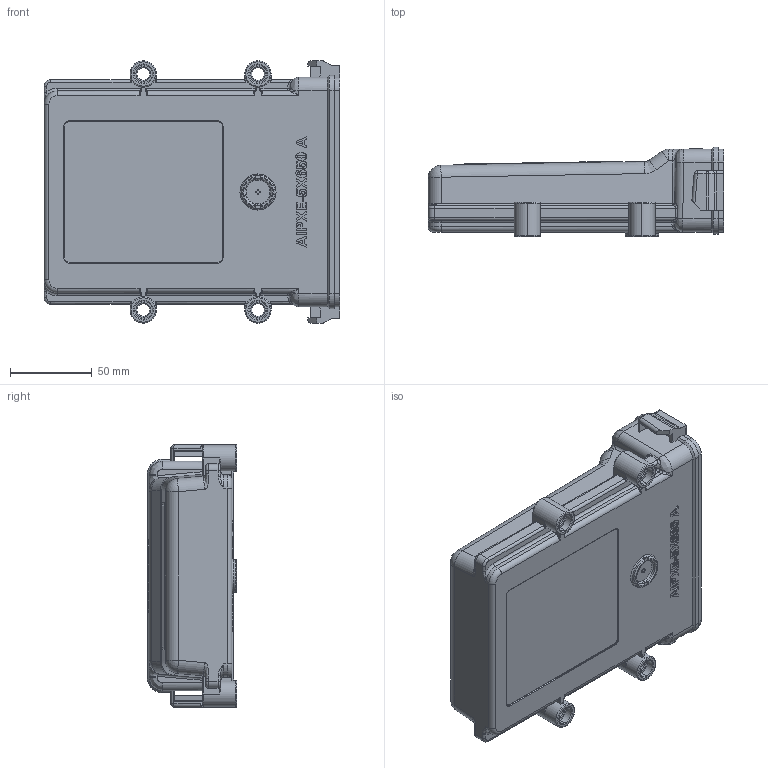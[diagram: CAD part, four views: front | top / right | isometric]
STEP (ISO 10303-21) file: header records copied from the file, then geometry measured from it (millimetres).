
FILE_DESCRIPTION((''),'2;1');
FILE_NAME('PL000744X_A','2019-12-13T',('Zenin.Deng'),(''),'PRO/ENGINEER BY PARAMETRIC TECHNOLOGY CORPORATION, 2016360','PRO/ENGINEER BY PARAMETRIC TECHNOLOGY CORPORATION, 2016360','');
FILE_SCHEMA(('CONFIG_CONTROL_DESIGN'));
Length unit declared in the file: millimetre
Products named in the file (1): PL000744X_A
Bounding box: 180.5 x 54.6 x 160 mm (x, y, z)
Volume: 823582.8 mm3; surface area: 94783.3 mm2
Topology: 1 solids, 1 shells, 1045 faces, 2619 edges, 1620 vertices
Faces by surface type: plane 359, cylinder 280, extrusion 164, bspline 114, torus 98, sphere 18, cone 12
Entity records: 38470 total; most frequent: CARTESIAN_POINT 14781, ORIENTED_EDGE 5238, DIRECTION 4307, EDGE_CURVE 2619, VERTEX_POINT 1620, VECTOR 1489, AXIS2_PLACEMENT_3D 1409, LINE 1325
